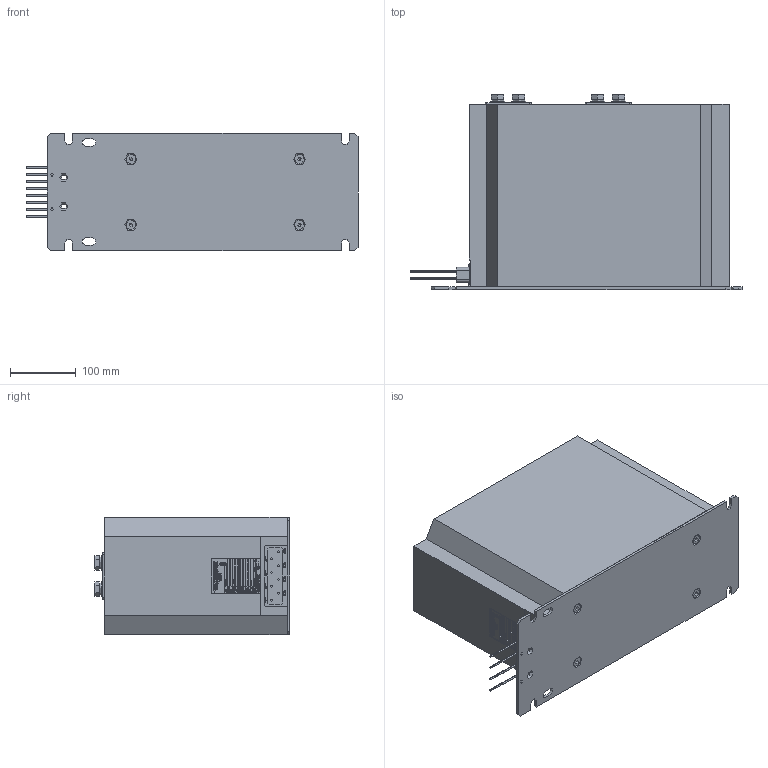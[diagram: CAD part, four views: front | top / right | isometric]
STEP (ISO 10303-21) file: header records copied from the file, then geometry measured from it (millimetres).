
FILE_DESCRIPTION (( 'STEP AP214' ), '1' );
FILE_NAME ('ﾒﾋﾊ-ﾑﾒ-10-13.2 (2000ﾀ).STEP', '2023-07-20T10:07:50', ( '' ), ( '' ), 'SwSTEP 2.0', 'SolidWorks 2014', '' );
FILE_SCHEMA (( 'AUTOMOTIVE_DESIGN' ));
Length unit declared in the file: millimetre
Products named in the file (17): ÂÅÈÓ.757465.007À Íàêîíå÷íèê_-01; Êîðïóñ^ÂÅÈÓ.671213.544 Ñáîðêà ñ çàëèâêîé ÒËÊ-ÑÒ-10-13_01; ﾒﾋﾊ-ﾑﾒ-10-13.2 (2000ﾀ); ÂÅÈÓ.754312.182À Òàáëè÷êà òåõíè÷åñêèõ äàííûõ ÒËÊ-ÑÒ_-00; socket countersunk head screw_din_DIN 7991 - M8 x 20 --- 20N; Áîëò ÃÎÑÒ 7798-70_12å30; Øàéáà ïðóæ. ÃÎÑÒ 6402-70_12; ﾘ琺矜 ﾃﾎﾑﾒ 11371-78_12; Øàéáà ïðóæ. ÃÎÑÒ 6402-70_5; ﾘ琺矜 ﾃﾎﾑﾒ 11371-78_5; Áîëò ÃÎÑÒ 7805-70_Œ5å12; Îñíîâàíèå^ÈÁËÒ.671213.019-01-29 Òðàíñôîðìàòîð òîêà ÒËÊ-ÑÒ-10-13_00; ÂÅÈÓ.671213.544 Ñáîðêà ñ çàëèâêîé ÒËÊ-ÑÒ-10-13_01; ÂÅÈÓ.758472.024 Ãàéêà ñïåöèàëüíàÿ; ÂÅÈÓ.671213.344 Àêòèâíàÿ ÷àñòü ÒËÊ-ÑÒ-10-13_02; 屡扔.758472.007 绵殛郷-02; 屡扔.757465.010 袜觐礤黜桕_00
Assembly tree (55 placements, depth 4):
  ﾒﾋﾊ-ﾑﾒ-10-13.2 (2000ﾀ)
    ÂÅÈÓ.671213.544 Ñáîðêà ñ çàëèâêîé ÒËÊ-ÑÒ-10-13_01
      Êîðïóñ^ÂÅÈÓ.671213.544 Ñáîðêà ñ çàëèâêîé ÒËÊ-ÑÒ-10-13_01
      ÂÅÈÓ.671213.344 Àêòèâíàÿ ÷àñòü ÒËÊ-ÑÒ-10-13_02
        ÂÅÈÓ.757465.007À Íàêîíå÷íèê_-01
        屡扔.757465.010 袜觐礤黜桕_00
        屡扔.758472.007 绵殛郷-02  x8
      ÂÅÈÓ.758472.024 Ãàéêà ñïåöèàëüíàÿ  x4
    Îñíîâàíèå^ÈÁËÒ.671213.019-01-29 Òðàíñôîðìàòîð òîêà ÒËÊ-ÑÒ-10-13_00
    Áîëò ÃÎÑÒ 7805-70_Œ5å12  x8
    ﾘ琺矜 ﾃﾎﾑﾒ 11371-78_12  x8
    Øàéáà ïðóæ. ÃÎÑÒ 6402-70_12  x8
    Áîëò ÃÎÑÒ 7798-70_12å30  x8
    socket countersunk head screw_din_DIN 7991 - M8 x 20 --- 20N  x4
    ÂÅÈÓ.754312.182À Òàáëè÷êà òåõíè÷åñêèõ äàííûõ ÒËÊ-ÑÒ_-00
  Øàéáà ïðóæ. ÃÎÑÒ 6402-70_5
  ﾘ琺矜 ﾃﾎﾑﾒ 11371-78_5
Bounding box: 504.5 x 297 x 178 mm (x, y, z)
Volume: 18788681.2 mm3
Topology: 53 solids, 63 shells, 4229 faces, 10820 edges, 7015 vertices
Faces by surface type: plane 2446, bspline 979, cylinder 436, cone 328, torus 40
Entity records: 190862 total; most frequent: CARTESIAN_POINT 77405, ORIENTED_EDGE 18862, DIRECTION 13476, EDGE_CURVE 9431, VECTOR 6762, LINE 6762, VERTEX_POINT 6231, EDGE_LOOP 4004
